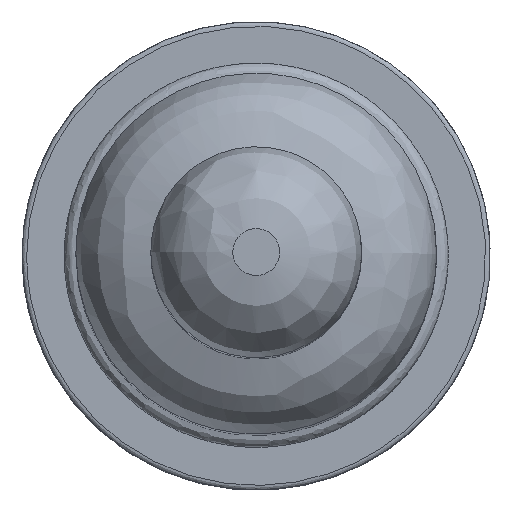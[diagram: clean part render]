
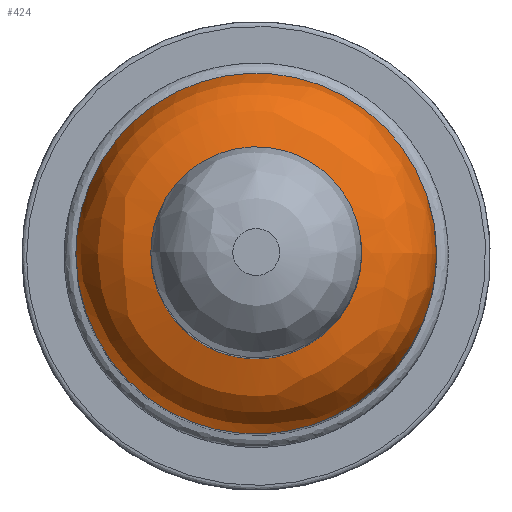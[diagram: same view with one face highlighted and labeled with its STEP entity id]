
A CAD part, top view. The second image highlights one B-rep face of the part: STEP entity #424.
In plain terms, the highlighted free-form (B-spline) face has degree [2, 2] with [9, 3] control points.
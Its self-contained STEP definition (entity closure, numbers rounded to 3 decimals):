
#227 = EDGE_CURVE('',#228,#230,#232,.T.);
#228 = VERTEX_POINT('',#229);
#229 = CARTESIAN_POINT('',(0.653,0.,
    5.218));
#230 = VERTEX_POINT('',#231);
#231 = CARTESIAN_POINT('',(-0.653,0.,
    5.218));
#232 = ( BOUNDED_CURVE() B_SPLINE_CURVE(2,(#233,#234,#235,#236,#237),
.UNSPECIFIED.,.F.,.F.) B_SPLINE_CURVE_WITH_KNOTS((3,2,3),(3.142,
4.712,6.283),.PIECEWISE_BEZIER_KNOTS.) CURVE() 
GEOMETRIC_REPRESENTATION_ITEM() RATIONAL_B_SPLINE_CURVE((1.,
0.707,1.,0.707,1.)) REPRESENTATION_ITEM('') );
#233 = CARTESIAN_POINT('',(0.653,0.,
    5.218));
#234 = CARTESIAN_POINT('',(0.653,0.653,5.218)
  );
#235 = CARTESIAN_POINT('',(0.,0.653,
    5.218));
#236 = CARTESIAN_POINT('',(-0.653,0.653,5.218
    ));
#237 = CARTESIAN_POINT('',(-0.653,0.,
    5.218));
#239 = EDGE_CURVE('',#230,#228,#240,.T.);
#240 = ( BOUNDED_CURVE() B_SPLINE_CURVE(2,(#241,#242,#243,#244,#245),
.UNSPECIFIED.,.F.,.F.) B_SPLINE_CURVE_WITH_KNOTS((3,2,3),(0.,
1.571,3.142),.PIECEWISE_BEZIER_KNOTS.) CURVE() 
GEOMETRIC_REPRESENTATION_ITEM() RATIONAL_B_SPLINE_CURVE((1.,
0.707,1.,0.707,1.)) REPRESENTATION_ITEM('') );
#241 = CARTESIAN_POINT('',(-0.653,0.,5.218));
#242 = CARTESIAN_POINT('',(-0.653,-0.653,
    5.218));
#243 = CARTESIAN_POINT('',(0.,-0.653,
    5.218));
#244 = CARTESIAN_POINT('',(0.653,-0.653,5.218
    ));
#245 = CARTESIAN_POINT('',(0.653,0.,
    5.218));
#424 = ADVANCED_FACE('',(#425),#456,.T.);
#425 = FACE_BOUND('',#426,.T.);
#426 = EDGE_LOOP('',(#427,#428,#429,#437,#447,#455));
#427 = ORIENTED_EDGE('',*,*,#227,.T.);
#428 = ORIENTED_EDGE('',*,*,#239,.T.);
#429 = ORIENTED_EDGE('',*,*,#430,.T.);
#430 = EDGE_CURVE('',#228,#431,#433,.T.);
#431 = VERTEX_POINT('',#432);
#432 = CARTESIAN_POINT('',(0.382,0.,
    5.514));
#433 = ( BOUNDED_CURVE() B_SPLINE_CURVE(2,(#434,#435,#436),
.UNSPECIFIED.,.F.,.F.) B_SPLINE_CURVE_WITH_KNOTS((3,3),(0.,
1.485),.PIECEWISE_BEZIER_KNOTS.) CURVE() 
GEOMETRIC_REPRESENTATION_ITEM() RATIONAL_B_SPLINE_CURVE((1.,
0.737,1.)) REPRESENTATION_ITEM('') );
#434 = CARTESIAN_POINT('',(0.653,0.,
    5.218));
#435 = CARTESIAN_POINT('',(0.653,0.,
    5.49));
#436 = CARTESIAN_POINT('',(0.382,0.,
    5.514));
#437 = ORIENTED_EDGE('',*,*,#438,.T.);
#438 = EDGE_CURVE('',#431,#439,#441,.T.);
#439 = VERTEX_POINT('',#440);
#440 = CARTESIAN_POINT('',(-0.382,0.,
    5.514));
#441 = ( BOUNDED_CURVE() B_SPLINE_CURVE(2,(#442,#443,#444,#445,#446),
.UNSPECIFIED.,.F.,.F.) B_SPLINE_CURVE_WITH_KNOTS((3,2,3),(0.,
1.571,3.142),.PIECEWISE_BEZIER_KNOTS.) CURVE() 
GEOMETRIC_REPRESENTATION_ITEM() RATIONAL_B_SPLINE_CURVE((1.,
0.707,1.,0.707,1.)) REPRESENTATION_ITEM('') );
#442 = CARTESIAN_POINT('',(0.382,0.,5.514));
#443 = CARTESIAN_POINT('',(0.382,-0.382,5.514
    ));
#444 = CARTESIAN_POINT('',(0.,-0.382,
    5.514));
#445 = CARTESIAN_POINT('',(-0.382,-0.382,
    5.514));
#446 = CARTESIAN_POINT('',(-0.382,0.,
    5.514));
#447 = ORIENTED_EDGE('',*,*,#448,.T.);
#448 = EDGE_CURVE('',#439,#431,#449,.T.);
#449 = ( BOUNDED_CURVE() B_SPLINE_CURVE(2,(#450,#451,#452,#453,#454),
.UNSPECIFIED.,.F.,.F.) B_SPLINE_CURVE_WITH_KNOTS((3,2,3),(3.142,
4.712,6.283),.PIECEWISE_BEZIER_KNOTS.) CURVE() 
GEOMETRIC_REPRESENTATION_ITEM() RATIONAL_B_SPLINE_CURVE((1.,
0.707,1.,0.707,1.)) REPRESENTATION_ITEM('') );
#450 = CARTESIAN_POINT('',(-0.382,0.,
    5.514));
#451 = CARTESIAN_POINT('',(-0.382,0.382,5.514
    ));
#452 = CARTESIAN_POINT('',(0.,0.382,
    5.514));
#453 = CARTESIAN_POINT('',(0.382,0.382,5.514)
  );
#454 = CARTESIAN_POINT('',(0.382,0.,
    5.514));
#455 = ORIENTED_EDGE('',*,*,#430,.F.);
#456 = ( BOUNDED_SURFACE() B_SPLINE_SURFACE(2,2,(
    (#457,#458,#459)
    ,(#460,#461,#462)
    ,(#463,#464,#465)
    ,(#466,#467,#468)
    ,(#469,#470,#471)
    ,(#472,#473,#474)
    ,(#475,#476,#477)
    ,(#478,#479,#480)
    ,(#481,#482,#483
)),.UNSPECIFIED.,.T.,.F.,.F.) B_SPLINE_SURFACE_WITH_KNOTS((3,2,2,2,3),(3
    ,3),(3.142,4.189,6.283,8.378,
    9.425),(4.798,6.283),.UNSPECIFIED.) 
GEOMETRIC_REPRESENTATION_ITEM() RATIONAL_B_SPLINE_SURFACE((
    (0.75,0.553,0.75)
    ,(0.75,0.553,0.75)
    ,(1.,0.737,1.)
    ,(0.5,0.368,0.5)
    ,(1.,0.737,1.)
    ,(0.5,0.368,0.5)
    ,(1.,0.737,1.)
    ,(0.75,0.553,0.75)
,(0.75,0.553,0.75))) REPRESENTATION_ITEM('') SURFACE() );
#457 = CARTESIAN_POINT('',(0.382,0.,
    5.514));
#458 = CARTESIAN_POINT('',(0.653,0.,
    5.49));
#459 = CARTESIAN_POINT('',(0.653,0.,
    5.218));
#460 = CARTESIAN_POINT('',(0.382,-0.22,5.514)
  );
#461 = CARTESIAN_POINT('',(0.653,-0.377,5.49
    ));
#462 = CARTESIAN_POINT('',(0.653,-0.377,5.218
    ));
#463 = CARTESIAN_POINT('',(0.191,-0.331,5.514
    ));
#464 = CARTESIAN_POINT('',(0.327,-0.566,5.49
    ));
#465 = CARTESIAN_POINT('',(0.327,-0.566,5.218
    ));
#466 = CARTESIAN_POINT('',(-0.382,-0.661,5.514
    ));
#467 = CARTESIAN_POINT('',(-0.653,-1.131,
    5.49));
#468 = CARTESIAN_POINT('',(-0.653,-1.131,
    5.218));
#469 = CARTESIAN_POINT('',(-0.382,0.,5.514));
#470 = CARTESIAN_POINT('',(-0.653,0.,5.49));
#471 = CARTESIAN_POINT('',(-0.653,0.,5.218));
#472 = CARTESIAN_POINT('',(-0.382,0.661,5.514)
  );
#473 = CARTESIAN_POINT('',(-0.653,1.131,5.49
    ));
#474 = CARTESIAN_POINT('',(-0.653,1.131,5.218
    ));
#475 = CARTESIAN_POINT('',(0.191,0.331,5.514)
  );
#476 = CARTESIAN_POINT('',(0.327,0.566,5.49)
  );
#477 = CARTESIAN_POINT('',(0.327,0.566,5.218)
  );
#478 = CARTESIAN_POINT('',(0.382,0.22,5.514)
  );
#479 = CARTESIAN_POINT('',(0.653,0.377,5.49)
  );
#480 = CARTESIAN_POINT('',(0.653,0.377,5.218)
  );
#481 = CARTESIAN_POINT('',(0.382,0.,
    5.514));
#482 = CARTESIAN_POINT('',(0.653,0.,
    5.49));
#483 = CARTESIAN_POINT('',(0.653,0.,
    5.218));
